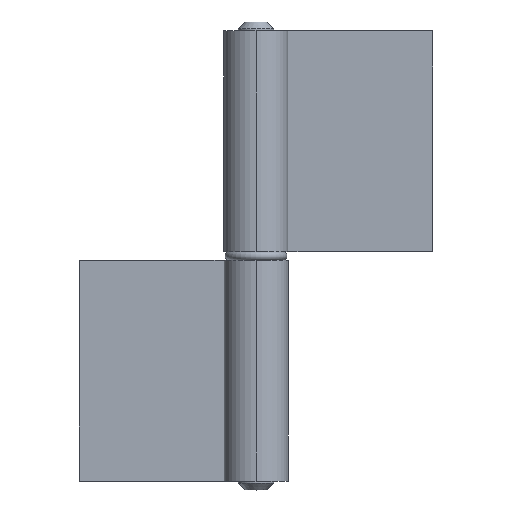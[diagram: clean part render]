
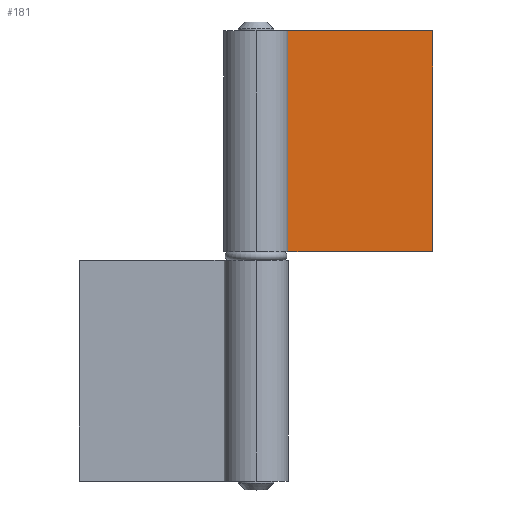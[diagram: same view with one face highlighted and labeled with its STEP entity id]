
A CAD part, top view. The second image highlights one B-rep face of the part: STEP entity #181.
In plain terms, the highlighted face is planar.
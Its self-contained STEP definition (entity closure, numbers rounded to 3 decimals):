
#31 = VERTEX_POINT ( 'NONE', #311 ) ;
#72 = VERTEX_POINT ( 'NONE', #353 ) ;
#79 = VERTEX_POINT ( 'NONE', #347 ) ;
#104 = VERTEX_POINT ( 'NONE', #928 ) ;
#106 = EDGE_CURVE ( 'NONE', #72, #31, #924, .T. ) ;
#131 = EDGE_CURVE ( 'NONE', #104, #31, #918, .T. ) ;
#133 = EDGE_CURVE ( 'NONE', #79, #72, #941, .T. ) ;
#149 = ORIENTED_EDGE ( 'NONE', *, *, #133, .F. ) ;
#166 = EDGE_CURVE ( 'NONE', #79, #104, #971, .T. ) ;
#181 = ADVANCED_FACE ( 'NONE', ( #441 ), #440, .F. ) ;
#182 = EDGE_LOOP ( 'NONE', ( #183, #184, #149, #220 ) ) ;
#183 = ORIENTED_EDGE ( 'NONE', *, *, #131, .T. ) ;
#184 = ORIENTED_EDGE ( 'NONE', *, *, #106, .F. ) ;
#220 = ORIENTED_EDGE ( 'NONE', *, *, #166, .T. ) ;
#311 = CARTESIAN_POINT ( 'NONE',  ( 11.747, 0., 8.5 ) ) ;
#347 = CARTESIAN_POINT ( 'NONE',  ( 80., 100., 8.5 ) ) ;
#353 = CARTESIAN_POINT ( 'NONE',  ( 11.747, 100., 8.5 ) ) ;
#419 = CARTESIAN_POINT ( 'NONE',  ( 80., 100., 8.5 ) ) ;
#420 = AXIS2_PLACEMENT_3D ( 'NONE', #419, #493, #492 ) ;
#440 = PLANE ( 'NONE',  #420 ) ;
#441 = FACE_OUTER_BOUND ( 'NONE', #182, .T. ) ;
#492 = DIRECTION ( 'NONE',  ( 1., 0., 0. ) ) ;
#493 = DIRECTION ( 'NONE',  ( 0., 0., 1. ) ) ;
#896 = VECTOR ( 'NONE', #897, 1000. ) ;
#897 = DIRECTION ( 'NONE',  ( -1., 0., 0. ) ) ;
#917 = CARTESIAN_POINT ( 'NONE',  ( 80., 0., 8.5 ) ) ;
#918 = LINE ( 'NONE', #917, #896 ) ;
#920 = DIRECTION ( 'NONE',  ( 0., -1., 0. ) ) ;
#922 = CARTESIAN_POINT ( 'NONE',  ( 11.747, 100., 8.5 ) ) ;
#924 = LINE ( 'NONE', #922, #929 ) ;
#928 = CARTESIAN_POINT ( 'NONE',  ( 80., 0., 8.5 ) ) ;
#929 = VECTOR ( 'NONE', #920, 1000. ) ;
#930 = VECTOR ( 'NONE', #938, 1000. ) ;
#938 = DIRECTION ( 'NONE',  ( -1., 0., 0. ) ) ;
#939 = CARTESIAN_POINT ( 'NONE',  ( 80., 100., 8.5 ) ) ;
#941 = LINE ( 'NONE', #939, #930 ) ;
#968 = DIRECTION ( 'NONE',  ( 0., -1., 0. ) ) ;
#969 = VECTOR ( 'NONE', #968, 1000. ) ;
#970 = CARTESIAN_POINT ( 'NONE',  ( 80., 100., 8.5 ) ) ;
#971 = LINE ( 'NONE', #970, #969 ) ;
